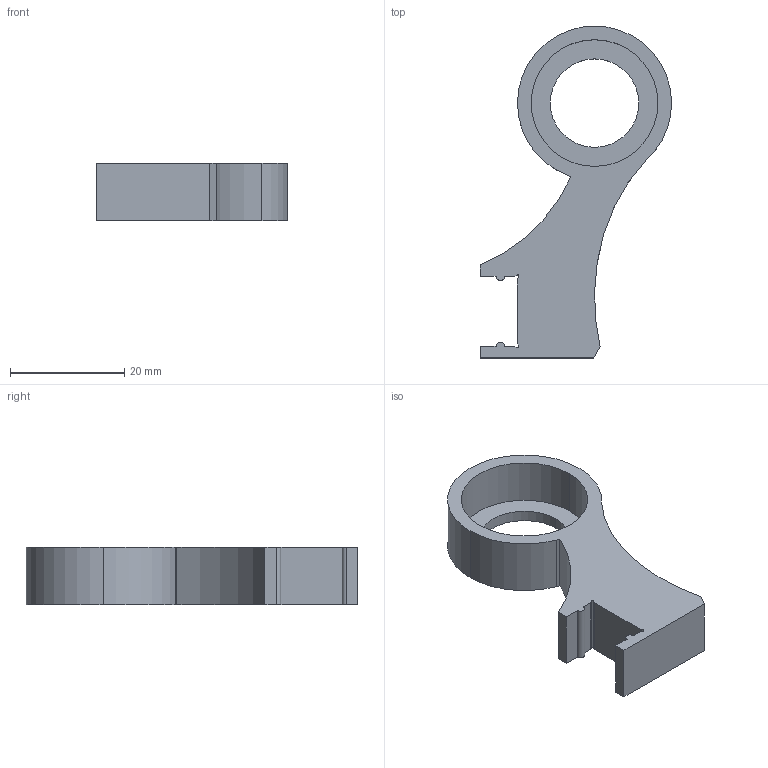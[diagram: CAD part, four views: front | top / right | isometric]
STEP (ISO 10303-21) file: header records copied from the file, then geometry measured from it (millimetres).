
FILE_DESCRIPTION (( 'STEP AP203' ), '1' );
FILE_NAME ('Screw-Alignment-Front-BEARING.STEP', '2021-09-13T13:13:38', ( '' ), ( '' ), 'SwSTEP 2.0', 'SolidWorks 2019', '' );
FILE_SCHEMA (( 'CONFIG_CONTROL_DESIGN' ));
Length unit declared in the file: millimetre
Products named in the file (1): Screw-Alignment-Front-BEARING
Bounding box: 33.5 x 58.15 x 10 mm (x, y, z)
Volume: 6738.1 mm3; surface area: 4146.9 mm2
Topology: 1 solids, 1 shells, 32 faces, 87 edges, 58 vertices
Faces by surface type: plane 16, cylinder 15, bspline 1
Entity records: 1108 total; most frequent: CARTESIAN_POINT 191, DIRECTION 179, ORIENTED_EDGE 174, EDGE_CURVE 87, AXIS2_PLACEMENT_3D 62, VERTEX_POINT 58, VECTOR 55, LINE 55
